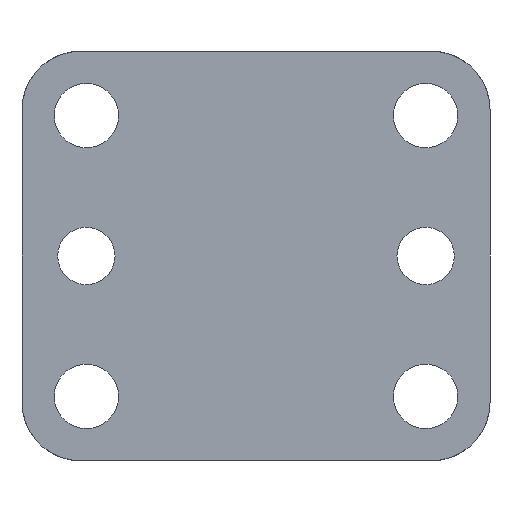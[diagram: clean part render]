
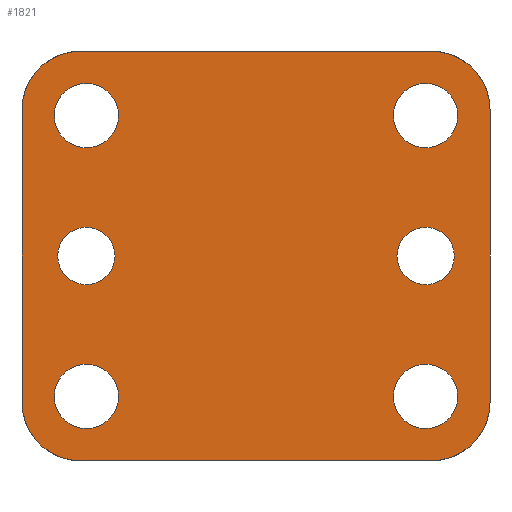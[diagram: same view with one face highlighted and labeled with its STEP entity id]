
A CAD part, front view. The second image highlights one B-rep face of the part: STEP entity #1821.
In plain terms, the highlighted planar face has unit normal (0, -1, 0).
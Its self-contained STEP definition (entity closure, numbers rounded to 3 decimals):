
#47=PLANE('',#1974);
#125=LINE('',#2864,#275);
#127=LINE('',#2882,#277);
#128=LINE('',#2886,#278);
#129=LINE('',#2890,#279);
#275=VECTOR('',#2230,1000.);
#277=VECTOR('',#2248,1000.);
#278=VECTOR('',#2251,1000.);
#279=VECTOR('',#2254,1000.);
#450=ORIENTED_EDGE('',*,*,#971,.F.);
#451=ORIENTED_EDGE('',*,*,#972,.F.);
#452=ORIENTED_EDGE('',*,*,#973,.T.);
#453=ORIENTED_EDGE('',*,*,#974,.T.);
#454=ORIENTED_EDGE('',*,*,#975,.T.);
#455=ORIENTED_EDGE('',*,*,#976,.T.);
#456=ORIENTED_EDGE('',*,*,#969,.T.);
#457=ORIENTED_EDGE('',*,*,#977,.F.);
#458=ORIENTED_EDGE('',*,*,#978,.T.);
#459=ORIENTED_EDGE('',*,*,#979,.F.);
#460=ORIENTED_EDGE('',*,*,#980,.F.);
#461=ORIENTED_EDGE('',*,*,#981,.F.);
#462=ORIENTED_EDGE('',*,*,#982,.F.);
#463=ORIENTED_EDGE('',*,*,#983,.F.);
#969=EDGE_CURVE('',#1228,#1227,#125,.T.);
#971=EDGE_CURVE('',#1229,#1229,#1386,.T.);
#972=EDGE_CURVE('',#1230,#1230,#1387,.T.);
#973=EDGE_CURVE('',#1231,#1231,#1388,.T.);
#974=EDGE_CURVE('',#1232,#1232,#1389,.T.);
#975=EDGE_CURVE('',#1233,#1233,#1390,.T.);
#976=EDGE_CURVE('',#1234,#1234,#1391,.T.);
#977=EDGE_CURVE('',#1235,#1227,#1392,.T.);
#978=EDGE_CURVE('',#1235,#1236,#127,.T.);
#979=EDGE_CURVE('',#1237,#1236,#1393,.T.);
#980=EDGE_CURVE('',#1238,#1237,#128,.T.);
#981=EDGE_CURVE('',#1239,#1238,#1394,.T.);
#982=EDGE_CURVE('',#1240,#1239,#129,.T.);
#983=EDGE_CURVE('',#1228,#1240,#1395,.T.);
#1227=VERTEX_POINT('',#2863);
#1228=VERTEX_POINT('',#2865);
#1229=VERTEX_POINT('',#2869);
#1230=VERTEX_POINT('',#2871);
#1231=VERTEX_POINT('',#2873);
#1232=VERTEX_POINT('',#2875);
#1233=VERTEX_POINT('',#2877);
#1234=VERTEX_POINT('',#2879);
#1235=VERTEX_POINT('',#2881);
#1236=VERTEX_POINT('',#2883);
#1237=VERTEX_POINT('',#2885);
#1238=VERTEX_POINT('',#2887);
#1239=VERTEX_POINT('',#2889);
#1240=VERTEX_POINT('',#2891);
#1386=CIRCLE('',#1975,4.9);
#1387=CIRCLE('',#1976,4.9);
#1388=CIRCLE('',#1977,5.5);
#1389=CIRCLE('',#1978,5.5);
#1390=CIRCLE('',#1979,5.5);
#1391=CIRCLE('',#1980,5.5);
#1392=CIRCLE('',#1981,10.);
#1393=CIRCLE('',#1982,10.);
#1394=CIRCLE('',#1983,10.);
#1395=CIRCLE('',#1984,10.);
#1484=EDGE_LOOP('',(#450));
#1485=EDGE_LOOP('',(#451));
#1486=EDGE_LOOP('',(#452));
#1487=EDGE_LOOP('',(#453));
#1488=EDGE_LOOP('',(#454));
#1489=EDGE_LOOP('',(#455));
#1490=EDGE_LOOP('',(#456,#457,#458,#459,#460,#461,#462,#463));
#1626=FACE_BOUND('',#1484,.T.);
#1627=FACE_BOUND('',#1485,.T.);
#1628=FACE_BOUND('',#1486,.T.);
#1629=FACE_BOUND('',#1487,.T.);
#1630=FACE_BOUND('',#1488,.T.);
#1631=FACE_BOUND('',#1489,.T.);
#1632=FACE_BOUND('',#1490,.T.);
#1821=ADVANCED_FACE('',(#1626,#1627,#1628,#1629,#1630,#1631,#1632),#47,
 .F.);
#1974=AXIS2_PLACEMENT_3D('',#2867,#2232,#2233);
#1975=AXIS2_PLACEMENT_3D('',#2868,#2234,#2235);
#1976=AXIS2_PLACEMENT_3D('',#2870,#2236,#2237);
#1977=AXIS2_PLACEMENT_3D('',#2872,#2238,#2239);
#1978=AXIS2_PLACEMENT_3D('',#2874,#2240,#2241);
#1979=AXIS2_PLACEMENT_3D('',#2876,#2242,#2243);
#1980=AXIS2_PLACEMENT_3D('',#2878,#2244,#2245);
#1981=AXIS2_PLACEMENT_3D('',#2880,#2246,#2247);
#1982=AXIS2_PLACEMENT_3D('',#2884,#2249,#2250);
#1983=AXIS2_PLACEMENT_3D('',#2888,#2252,#2253);
#1984=AXIS2_PLACEMENT_3D('',#2892,#2255,#2256);
#2230=DIRECTION('',(0.,0.,-1.));
#2232=DIRECTION('',(0.,1.,0.));
#2233=DIRECTION('',(0.,0.,1.));
#2234=DIRECTION('',(0.,-1.,0.));
#2235=DIRECTION('',(0.,0.,-1.));
#2236=DIRECTION('',(0.,-1.,0.));
#2237=DIRECTION('',(0.,0.,-1.));
#2238=DIRECTION('',(0.,1.,0.));
#2239=DIRECTION('',(0.,0.,1.));
#2240=DIRECTION('',(0.,1.,0.));
#2241=DIRECTION('',(0.,0.,1.));
#2242=DIRECTION('',(0.,1.,0.));
#2243=DIRECTION('',(0.,0.,1.));
#2244=DIRECTION('',(0.,1.,0.));
#2245=DIRECTION('',(0.,0.,1.));
#2246=DIRECTION('',(0.,1.,0.));
#2247=DIRECTION('',(1.,0.,0.));
#2248=DIRECTION('',(1.,0.,0.));
#2249=DIRECTION('',(0.,1.,0.));
#2250=DIRECTION('',(1.,0.,0.));
#2251=DIRECTION('',(0.,0.,-1.));
#2252=DIRECTION('',(0.,1.,0.));
#2253=DIRECTION('',(1.,0.,0.));
#2254=DIRECTION('',(1.,0.,0.));
#2255=DIRECTION('',(0.,1.,0.));
#2256=DIRECTION('',(1.,0.,0.));
#2863=CARTESIAN_POINT('',(-40.,0.,-1.));
#2864=CARTESIAN_POINT('',(-40.,0.,59.));
#2865=CARTESIAN_POINT('',(-40.,0.,49.));
#2867=CARTESIAN_POINT('',(-40.,0.,59.));
#2868=CARTESIAN_POINT('',(-29.,0.,24.));
#2869=CARTESIAN_POINT('',(-29.,0.,19.1));
#2870=CARTESIAN_POINT('',(29.,0.,24.));
#2871=CARTESIAN_POINT('',(29.,0.,19.1));
#2872=CARTESIAN_POINT('',(-29.,0.,0.));
#2873=CARTESIAN_POINT('',(-29.,0.,5.5));
#2874=CARTESIAN_POINT('',(-29.,0.,48.));
#2875=CARTESIAN_POINT('',(-29.,0.,53.5));
#2876=CARTESIAN_POINT('',(29.,0.,0.));
#2877=CARTESIAN_POINT('',(29.,0.,5.5));
#2878=CARTESIAN_POINT('',(29.,0.,48.));
#2879=CARTESIAN_POINT('',(29.,0.,53.5));
#2880=CARTESIAN_POINT('',(-30.,0.,-1.));
#2881=CARTESIAN_POINT('',(-30.,0.,-11.));
#2882=CARTESIAN_POINT('',(-40.,0.,-11.));
#2883=CARTESIAN_POINT('',(30.,0.,-11.));
#2884=CARTESIAN_POINT('',(30.,0.,-1.));
#2885=CARTESIAN_POINT('',(40.,0.,-1.));
#2886=CARTESIAN_POINT('',(40.,0.,59.));
#2887=CARTESIAN_POINT('',(40.,0.,49.));
#2888=CARTESIAN_POINT('',(30.,0.,49.));
#2889=CARTESIAN_POINT('',(30.,0.,59.));
#2890=CARTESIAN_POINT('',(-40.,0.,59.));
#2891=CARTESIAN_POINT('',(-30.,0.,59.));
#2892=CARTESIAN_POINT('',(-30.,0.,49.));
